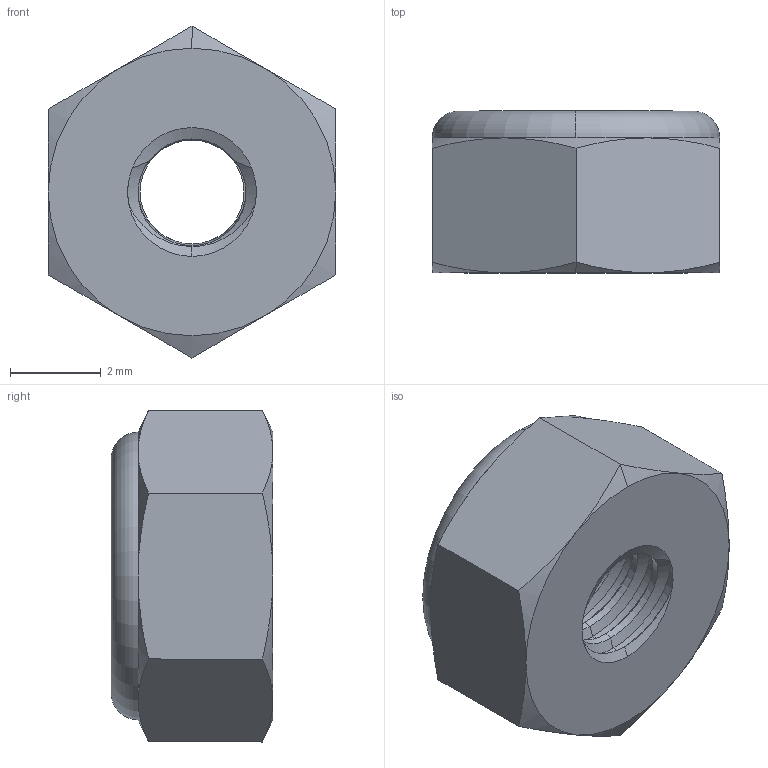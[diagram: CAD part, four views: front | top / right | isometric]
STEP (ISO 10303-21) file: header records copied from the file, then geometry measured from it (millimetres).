
FILE_DESCRIPTION (( 'STEP AP214' ), '1' );
FILE_NAME ('91831A005_TYPE 18-8 STAINLESS STL NYLON-INSERT LOCKNUT.STEP', '2020-05-23T05:00:22', ( '' ), ( '' ), 'SwSTEP 2.0', 'SolidWorks 2019', '' );
FILE_SCHEMA (( 'AUTOMOTIVE_DESIGN' ));
Length unit declared in the file: inch
Products named in the file (1): 91831A005_TYPE 18-8 STAINLESS STL NYLON-INSERT LOCKNUT
Bounding box: 6.35 x 3.57 x 7.33 mm (x, y, z)
Volume: 97.4 mm3; surface area: 255.8 mm2
Topology: 2 solids, 2 shells, 81 faces, 175 edges, 100 vertices
Faces by surface type: cone 38, cylinder 25, plane 12, torus 6
Entity records: 2661 total; most frequent: CARTESIAN_POINT 929, ORIENTED_EDGE 350, DIRECTION 347, EDGE_CURVE 175, AXIS2_PLACEMENT_3D 150, VERTEX_POINT 100, EDGE_LOOP 87, FACE_OUTER_BOUND 81
